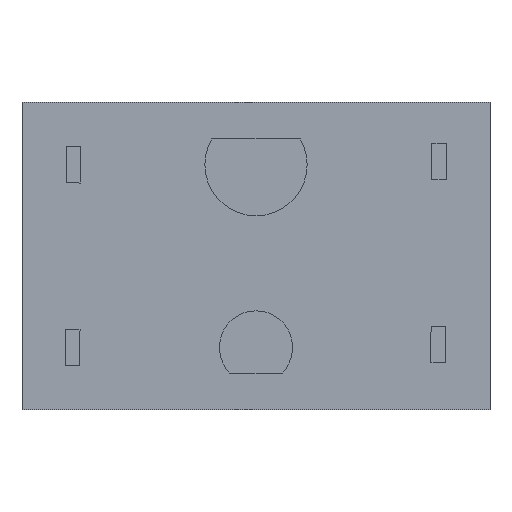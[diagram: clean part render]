
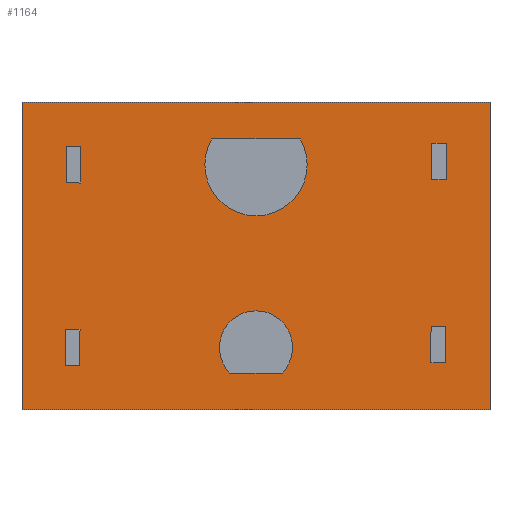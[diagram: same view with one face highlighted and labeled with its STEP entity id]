
A CAD part, front view. The second image highlights one B-rep face of the part: STEP entity #1164.
In plain terms, the highlighted planar face has unit normal (0, -1, 0).
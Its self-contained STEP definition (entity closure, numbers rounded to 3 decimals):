
#31 = CARTESIAN_POINT ( 'NONE',  ( 3.2, 0., 1.35 ) ) ;
#60 = DIRECTION ( 'NONE',  ( 0., 0., 1. ) ) ;
#120 = CARTESIAN_POINT ( 'NONE',  ( 2.843, 0., 0.5 ) ) ;
#125 = CARTESIAN_POINT ( 'NONE',  ( 6.4, 0., 4.2 ) ) ;
#138 = DIRECTION ( 'NONE',  ( 0., -1., 0. ) ) ;
#153 = FACE_BOUND ( 'NONE', #176, .T. ) ;
#168 = ORIENTED_EDGE ( 'NONE', *, *, #709, .T. ) ;
#175 = VERTEX_POINT ( 'NONE', #186 ) ;
#176 = EDGE_LOOP ( 'NONE', ( #579, #1097 ) ) ;
#185 = EDGE_CURVE ( 'NONE', #866, #537, #911, .T. ) ;
#186 = CARTESIAN_POINT ( 'NONE',  ( 0., 0., 0. ) ) ;
#191 = AXIS2_PLACEMENT_3D ( 'NONE', #378, #891, #60 ) ;
#200 = ORIENTED_EDGE ( 'NONE', *, *, #1106, .F. ) ;
#205 = EDGE_LOOP ( 'NONE', ( #779, #1299, #1268, #168 ) ) ;
#223 = LINE ( 'NONE', #759, #287 ) ;
#267 = CARTESIAN_POINT ( 'NONE',  ( 6.4, 0., 4.2 ) ) ;
#287 = VECTOR ( 'NONE', #1307, 1000. ) ;
#325 = CARTESIAN_POINT ( 'NONE',  ( 6.4, 0., 0. ) ) ;
#326 = VECTOR ( 'NONE', #871, 1000. ) ;
#364 = PLANE ( 'NONE',  #191 ) ;
#378 = CARTESIAN_POINT ( 'NONE',  ( 0., 0., 4.2 ) ) ;
#422 = LINE ( 'NONE', #1075, #1186 ) ;
#431 = DIRECTION ( 'NONE',  ( 1., 0., 0. ) ) ;
#439 = CARTESIAN_POINT ( 'NONE',  ( 3.557, 0., 0.5 ) ) ;
#453 = EDGE_CURVE ( 'NONE', #1051, #592, #1273, .T. ) ;
#459 = LINE ( 'NONE', #125, #326 ) ;
#472 = DIRECTION ( 'NONE',  ( 1., 0., 0. ) ) ;
#483 = CARTESIAN_POINT ( 'NONE',  ( 0., 0., 0.5 ) ) ;
#484 = EDGE_CURVE ( 'NONE', #1051, #592, #649, .T. ) ;
#488 = VERTEX_POINT ( 'NONE', #120 ) ;
#502 = AXIS2_PLACEMENT_3D ( 'NONE', #1007, #989, #1347 ) ;
#511 = EDGE_CURVE ( 'NONE', #537, #665, #459, .T. ) ;
#516 = CIRCLE ( 'NONE', #1316, 0.5 ) ;
#537 = VERTEX_POINT ( 'NONE', #267 ) ;
#560 = EDGE_CURVE ( 'NONE', #751, #1240, #516, .T. ) ;
#575 = DIRECTION ( 'NONE',  ( 0., -1., 0. ) ) ;
#579 = ORIENTED_EDGE ( 'NONE', *, *, #453, .F. ) ;
#592 = VERTEX_POINT ( 'NONE', #1176 ) ;
#602 = CARTESIAN_POINT ( 'NONE',  ( 3.2, 0., 0.85 ) ) ;
#649 = LINE ( 'NONE', #892, #1161 ) ;
#661 = EDGE_CURVE ( 'NONE', #175, #665, #422, .T. ) ;
#665 = VERTEX_POINT ( 'NONE', #325 ) ;
#668 = LINE ( 'NONE', #483, #1320 ) ;
#671 = EDGE_LOOP ( 'NONE', ( #1139, #200, #1361 ) ) ;
#709 = EDGE_CURVE ( 'NONE', #866, #175, #223, .T. ) ;
#751 = VERTEX_POINT ( 'NONE', #439 ) ;
#759 = CARTESIAN_POINT ( 'NONE',  ( 0., 0., 4.2 ) ) ;
#760 = CARTESIAN_POINT ( 'NONE',  ( 3.2, 0., 3.35 ) ) ;
#779 = ORIENTED_EDGE ( 'NONE', *, *, #661, .T. ) ;
#817 = AXIS2_PLACEMENT_3D ( 'NONE', #760, #138, #1107 ) ;
#826 = DIRECTION ( 'NONE',  ( 1., 0., 0. ) ) ;
#828 = CARTESIAN_POINT ( 'NONE',  ( 2.594, 0., 3.7 ) ) ;
#866 = VERTEX_POINT ( 'NONE', #997 ) ;
#871 = DIRECTION ( 'NONE',  ( 0., 0., -1. ) ) ;
#891 = DIRECTION ( 'NONE',  ( 0., 1., 0. ) ) ;
#892 = CARTESIAN_POINT ( 'NONE',  ( 0., 0., 3.7 ) ) ;
#911 = LINE ( 'NONE', #1153, #1294 ) ;
#983 = DIRECTION ( 'NONE',  ( 1., 0., 0. ) ) ;
#989 = DIRECTION ( 'NONE',  ( 0., -1., 0. ) ) ;
#997 = CARTESIAN_POINT ( 'NONE',  ( 0., 0., 4.2 ) ) ;
#1007 = CARTESIAN_POINT ( 'NONE',  ( 3.2, 0., 0.85 ) ) ;
#1025 = FACE_BOUND ( 'NONE', #671, .T. ) ;
#1033 = DIRECTION ( 'NONE',  ( 0., 0., -1. ) ) ;
#1051 = VERTEX_POINT ( 'NONE', #828 ) ;
#1075 = CARTESIAN_POINT ( 'NONE',  ( 0., 0., 0. ) ) ;
#1097 = ORIENTED_EDGE ( 'NONE', *, *, #484, .T. ) ;
#1105 = FACE_OUTER_BOUND ( 'NONE', #205, .T. ) ;
#1106 = EDGE_CURVE ( 'NONE', #1240, #488, #1118, .T. ) ;
#1107 = DIRECTION ( 'NONE',  ( 0., 0., -1. ) ) ;
#1118 = CIRCLE ( 'NONE', #502, 0.5 ) ;
#1120 = EDGE_CURVE ( 'NONE', #488, #751, #668, .T. ) ;
#1139 = ORIENTED_EDGE ( 'NONE', *, *, #1120, .F. ) ;
#1153 = CARTESIAN_POINT ( 'NONE',  ( 0., 0., 4.2 ) ) ;
#1161 = VECTOR ( 'NONE', #983, 1000. ) ;
#1164 = ADVANCED_FACE ( 'NONE', ( #1025, #1105, #153 ), #364, .F. ) ;
#1176 = CARTESIAN_POINT ( 'NONE',  ( 3.806, 0., 3.7 ) ) ;
#1186 = VECTOR ( 'NONE', #431, 1000. ) ;
#1240 = VERTEX_POINT ( 'NONE', #31 ) ;
#1268 = ORIENTED_EDGE ( 'NONE', *, *, #185, .F. ) ;
#1273 = CIRCLE ( 'NONE', #817, 0.7 ) ;
#1294 = VECTOR ( 'NONE', #826, 1000. ) ;
#1299 = ORIENTED_EDGE ( 'NONE', *, *, #511, .F. ) ;
#1307 = DIRECTION ( 'NONE',  ( 0., 0., -1. ) ) ;
#1316 = AXIS2_PLACEMENT_3D ( 'NONE', #602, #575, #1033 ) ;
#1320 = VECTOR ( 'NONE', #472, 1000. ) ;
#1347 = DIRECTION ( 'NONE',  ( 0., 0., -1. ) ) ;
#1361 = ORIENTED_EDGE ( 'NONE', *, *, #560, .F. ) ;
